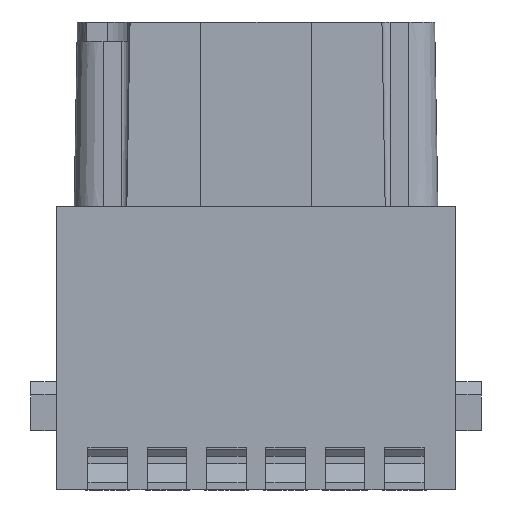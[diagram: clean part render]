
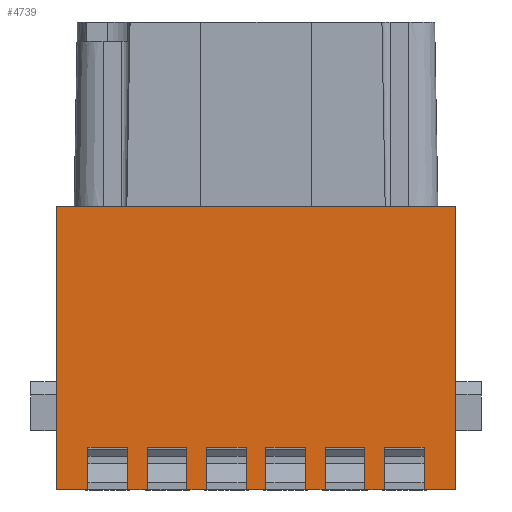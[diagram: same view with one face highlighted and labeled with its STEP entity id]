
A CAD part, left-side view. The second image highlights one B-rep face of the part: STEP entity #4739.
In plain terms, the highlighted planar face has unit normal (-1, 0, 0).
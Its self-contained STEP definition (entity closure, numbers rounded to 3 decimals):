
#3954=FACE_OUTER_BOUND('',#6454,.T.);
#4739=ADVANCED_FACE('',(#3954),#5493,.T.);
#5493=PLANE('',#22239);
#6454=EDGE_LOOP('',(#9176,#9177,#9178,#9179,#9180,#9181,#9182,#9183,#9184,
#9185,#9186,#9187,#9188,#9189,#9190,#9191,#9192,#9193,#9194,#9195,#9196,
#9197,#9198,#9199,#9200,#9201,#9202,#9203));
#9176=ORIENTED_EDGE('',*,*,#14508,.T.);
#9177=ORIENTED_EDGE('',*,*,#13549,.T.);
#9178=ORIENTED_EDGE('',*,*,#14509,.T.);
#9179=ORIENTED_EDGE('',*,*,#14494,.F.);
#9180=ORIENTED_EDGE('',*,*,#14488,.F.);
#9181=ORIENTED_EDGE('',*,*,#13681,.T.);
#9182=ORIENTED_EDGE('',*,*,#14281,.T.);
#9183=ORIENTED_EDGE('',*,*,#14277,.T.);
#9184=ORIENTED_EDGE('',*,*,#14385,.T.);
#9185=ORIENTED_EDGE('',*,*,#13659,.T.);
#9186=ORIENTED_EDGE('',*,*,#14390,.T.);
#9187=ORIENTED_EDGE('',*,*,#14386,.T.);
#9188=ORIENTED_EDGE('',*,*,#14404,.T.);
#9189=ORIENTED_EDGE('',*,*,#13637,.T.);
#9190=ORIENTED_EDGE('',*,*,#14409,.T.);
#9191=ORIENTED_EDGE('',*,*,#14405,.T.);
#9192=ORIENTED_EDGE('',*,*,#14432,.T.);
#9193=ORIENTED_EDGE('',*,*,#13615,.T.);
#9194=ORIENTED_EDGE('',*,*,#14437,.T.);
#9195=ORIENTED_EDGE('',*,*,#14433,.T.);
#9196=ORIENTED_EDGE('',*,*,#14451,.T.);
#9197=ORIENTED_EDGE('',*,*,#13593,.T.);
#9198=ORIENTED_EDGE('',*,*,#14456,.T.);
#9199=ORIENTED_EDGE('',*,*,#14452,.T.);
#9200=ORIENTED_EDGE('',*,*,#14477,.T.);
#9201=ORIENTED_EDGE('',*,*,#13571,.T.);
#9202=ORIENTED_EDGE('',*,*,#14482,.T.);
#9203=ORIENTED_EDGE('',*,*,#14478,.T.);
#11960=VERTEX_POINT('',#28771);
#11961=VERTEX_POINT('',#28773);
#11982=VERTEX_POINT('',#28815);
#11983=VERTEX_POINT('',#28817);
#12004=VERTEX_POINT('',#28859);
#12005=VERTEX_POINT('',#28861);
#12026=VERTEX_POINT('',#28903);
#12027=VERTEX_POINT('',#28905);
#12048=VERTEX_POINT('',#28947);
#12049=VERTEX_POINT('',#28949);
#12070=VERTEX_POINT('',#28991);
#12071=VERTEX_POINT('',#28993);
#12092=VERTEX_POINT('',#29035);
#12093=VERTEX_POINT('',#29037);
#12517=VERTEX_POINT('',#30632);
#12518=VERTEX_POINT('',#30633);
#12580=VERTEX_POINT('',#30894);
#12581=VERTEX_POINT('',#30895);
#12592=VERTEX_POINT('',#30931);
#12593=VERTEX_POINT('',#30932);
#12608=VERTEX_POINT('',#30985);
#12609=VERTEX_POINT('',#30986);
#12620=VERTEX_POINT('',#31022);
#12621=VERTEX_POINT('',#31023);
#12635=VERTEX_POINT('',#31072);
#12636=VERTEX_POINT('',#31073);
#12643=VERTEX_POINT('',#31092);
#12647=VERTEX_POINT('',#31103);
#13549=EDGE_CURVE('',#11961,#11960,#17515,.T.);
#13571=EDGE_CURVE('',#11983,#11982,#17534,.T.);
#13593=EDGE_CURVE('',#12005,#12004,#17553,.T.);
#13615=EDGE_CURVE('',#12027,#12026,#17572,.T.);
#13637=EDGE_CURVE('',#12049,#12048,#17591,.T.);
#13659=EDGE_CURVE('',#12071,#12070,#17610,.T.);
#13681=EDGE_CURVE('',#12093,#12092,#17629,.T.);
#14277=EDGE_CURVE('',#12517,#12518,#18004,.T.);
#14281=EDGE_CURVE('',#12092,#12517,#18008,.T.);
#14385=EDGE_CURVE('',#12518,#12071,#18070,.T.);
#14386=EDGE_CURVE('',#12580,#12581,#18071,.T.);
#14390=EDGE_CURVE('',#12070,#12580,#18075,.T.);
#14404=EDGE_CURVE('',#12581,#12049,#18086,.T.);
#14405=EDGE_CURVE('',#12592,#12593,#18087,.T.);
#14409=EDGE_CURVE('',#12048,#12592,#18091,.T.);
#14432=EDGE_CURVE('',#12593,#12027,#18106,.T.);
#14433=EDGE_CURVE('',#12608,#12609,#18107,.T.);
#14437=EDGE_CURVE('',#12026,#12608,#18111,.T.);
#14451=EDGE_CURVE('',#12609,#12005,#18122,.T.);
#14452=EDGE_CURVE('',#12620,#12621,#18123,.T.);
#14456=EDGE_CURVE('',#12004,#12620,#18127,.T.);
#14477=EDGE_CURVE('',#12621,#11983,#18142,.T.);
#14478=EDGE_CURVE('',#12635,#12636,#18143,.T.);
#14482=EDGE_CURVE('',#11982,#12635,#18147,.T.);
#14488=EDGE_CURVE('',#12093,#12643,#18153,.T.);
#14494=EDGE_CURVE('',#12643,#12647,#18159,.T.);
#14508=EDGE_CURVE('',#12636,#11961,#18173,.T.);
#14509=EDGE_CURVE('',#11960,#12647,#18174,.T.);
#17515=LINE('',#28772,#19165);
#17534=LINE('',#28816,#19184);
#17553=LINE('',#28860,#19203);
#17572=LINE('',#28904,#19222);
#17591=LINE('',#28948,#19241);
#17610=LINE('',#28992,#19260);
#17629=LINE('',#29036,#19279);
#18004=LINE('',#30631,#19654);
#18008=LINE('',#30640,#19658);
#18070=LINE('',#30891,#19720);
#18071=LINE('',#30893,#19721);
#18075=LINE('',#30902,#19725);
#18086=LINE('',#30928,#19736);
#18087=LINE('',#30930,#19737);
#18091=LINE('',#30939,#19741);
#18106=LINE('',#30982,#19756);
#18107=LINE('',#30984,#19757);
#18111=LINE('',#30993,#19761);
#18122=LINE('',#31019,#19772);
#18123=LINE('',#31021,#19773);
#18127=LINE('',#31030,#19777);
#18142=LINE('',#31069,#19792);
#18143=LINE('',#31071,#19793);
#18147=LINE('',#31080,#19797);
#18153=LINE('',#31091,#19803);
#18159=LINE('',#31102,#19809);
#18173=LINE('',#31133,#19823);
#18174=LINE('',#31135,#19824);
#19165=VECTOR('',#23455,1.);
#19184=VECTOR('',#23480,1.);
#19203=VECTOR('',#23505,1.);
#19222=VECTOR('',#23530,1.);
#19241=VECTOR('',#23555,1.);
#19260=VECTOR('',#23580,1.);
#19279=VECTOR('',#23605,1.);
#19654=VECTOR('',#24544,1.);
#19658=VECTOR('',#24550,1.);
#19720=VECTOR('',#24760,1.);
#19721=VECTOR('',#24763,1.);
#19725=VECTOR('',#24769,1.);
#19736=VECTOR('',#24794,1.);
#19737=VECTOR('',#24797,1.);
#19741=VECTOR('',#24803,1.);
#19756=VECTOR('',#24850,1.);
#19757=VECTOR('',#24853,1.);
#19761=VECTOR('',#24859,1.);
#19772=VECTOR('',#24884,1.);
#19773=VECTOR('',#24887,1.);
#19777=VECTOR('',#24893,1.);
#19792=VECTOR('',#24934,1.);
#19793=VECTOR('',#24937,1.);
#19797=VECTOR('',#24943,1.);
#19803=VECTOR('',#24951,1.);
#19809=VECTOR('',#24959,1.);
#19823=VECTOR('',#24997,1.);
#19824=VECTOR('',#25000,1.);
#22239=AXIS2_PLACEMENT_3D('',#31136,#25001,#25002);
#23455=DIRECTION('',(0.,-1.,0.));
#23480=DIRECTION('',(0.,-1.,0.));
#23505=DIRECTION('',(0.,-1.,0.));
#23530=DIRECTION('',(0.,-1.,0.));
#23555=DIRECTION('',(0.,-1.,0.));
#23580=DIRECTION('',(0.,-1.,0.));
#23605=DIRECTION('',(0.,-1.,0.));
#24544=DIRECTION('',(0.,-1.,0.));
#24550=DIRECTION('',(0.,0.,1.));
#24760=DIRECTION('',(0.,0.,-1.));
#24763=DIRECTION('',(0.,-1.,0.));
#24769=DIRECTION('',(0.,0.,1.));
#24794=DIRECTION('',(0.,0.,-1.));
#24797=DIRECTION('',(0.,-1.,0.));
#24803=DIRECTION('',(0.,0.,1.));
#24850=DIRECTION('',(0.,0.,-1.));
#24853=DIRECTION('',(0.,-1.,0.));
#24859=DIRECTION('',(0.,0.,1.));
#24884=DIRECTION('',(0.,0.,-1.));
#24887=DIRECTION('',(0.,-1.,0.));
#24893=DIRECTION('',(0.,0.,1.));
#24934=DIRECTION('',(0.,0.,-1.));
#24937=DIRECTION('',(0.,-1.,0.));
#24943=DIRECTION('',(0.,0.,1.));
#24951=DIRECTION('',(0.,0.,1.));
#24959=DIRECTION('',(0.,-1.,0.));
#24997=DIRECTION('',(0.,0.,-1.));
#25000=DIRECTION('',(0.,0.,1.));
#25001=DIRECTION('',(-1.,0.,0.));
#25002=DIRECTION('',(0.,-1.,0.));
#28771=CARTESIAN_POINT('',(-7.325,-15.15,-4.5));
#28772=CARTESIAN_POINT('',(-7.325,-12.75,-4.5));
#28773=CARTESIAN_POINT('',(-7.325,-12.75,-4.5));
#28815=CARTESIAN_POINT('',(-7.325,-9.75,-4.5));
#28816=CARTESIAN_POINT('',(-7.325,-8.25,-4.5));
#28817=CARTESIAN_POINT('',(-7.325,-8.25,-4.5));
#28859=CARTESIAN_POINT('',(-7.325,-5.25,-4.5));
#28860=CARTESIAN_POINT('',(-7.325,-3.75,-4.5));
#28861=CARTESIAN_POINT('',(-7.325,-3.75,-4.5));
#28903=CARTESIAN_POINT('',(-7.325,-0.75,-4.5));
#28904=CARTESIAN_POINT('',(-7.325,0.75,-4.5));
#28905=CARTESIAN_POINT('',(-7.325,0.75,-4.5));
#28947=CARTESIAN_POINT('',(-7.325,3.75,-4.5));
#28948=CARTESIAN_POINT('',(-7.325,5.25,-4.5));
#28949=CARTESIAN_POINT('',(-7.325,5.25,-4.5));
#28991=CARTESIAN_POINT('',(-7.325,8.25,-4.5));
#28992=CARTESIAN_POINT('',(-7.325,9.75,-4.5));
#28993=CARTESIAN_POINT('',(-7.325,9.75,-4.5));
#29035=CARTESIAN_POINT('',(-7.325,12.75,-4.5));
#29036=CARTESIAN_POINT('',(-7.325,15.15,-4.5));
#29037=CARTESIAN_POINT('',(-7.325,15.15,-4.5));
#30631=CARTESIAN_POINT('',(-7.325,12.75,-1.25));
#30632=CARTESIAN_POINT('',(-7.325,12.75,-1.25));
#30633=CARTESIAN_POINT('',(-7.325,9.75,-1.25));
#30640=CARTESIAN_POINT('',(-7.325,12.75,-4.5));
#30891=CARTESIAN_POINT('',(-7.325,9.75,-1.25));
#30893=CARTESIAN_POINT('',(-7.325,8.25,-1.25));
#30894=CARTESIAN_POINT('',(-7.325,8.25,-1.25));
#30895=CARTESIAN_POINT('',(-7.325,5.25,-1.25));
#30902=CARTESIAN_POINT('',(-7.325,8.25,-4.5));
#30928=CARTESIAN_POINT('',(-7.325,5.25,-1.25));
#30930=CARTESIAN_POINT('',(-7.325,3.75,-1.25));
#30931=CARTESIAN_POINT('',(-7.325,3.75,-1.25));
#30932=CARTESIAN_POINT('',(-7.325,0.75,-1.25));
#30939=CARTESIAN_POINT('',(-7.325,3.75,-4.5));
#30982=CARTESIAN_POINT('',(-7.325,0.75,-1.25));
#30984=CARTESIAN_POINT('',(-7.325,-0.75,-1.25));
#30985=CARTESIAN_POINT('',(-7.325,-0.75,-1.25));
#30986=CARTESIAN_POINT('',(-7.325,-3.75,-1.25));
#30993=CARTESIAN_POINT('',(-7.325,-0.75,-4.5));
#31019=CARTESIAN_POINT('',(-7.325,-3.75,-1.25));
#31021=CARTESIAN_POINT('',(-7.325,-5.25,-1.25));
#31022=CARTESIAN_POINT('',(-7.325,-5.25,-1.25));
#31023=CARTESIAN_POINT('',(-7.325,-8.25,-1.25));
#31030=CARTESIAN_POINT('',(-7.325,-5.25,-4.5));
#31069=CARTESIAN_POINT('',(-7.325,-8.25,-1.25));
#31071=CARTESIAN_POINT('',(-7.325,-9.75,-1.25));
#31072=CARTESIAN_POINT('',(-7.325,-9.75,-1.25));
#31073=CARTESIAN_POINT('',(-7.325,-12.75,-1.25));
#31080=CARTESIAN_POINT('',(-7.325,-9.75,-4.5));
#31091=CARTESIAN_POINT('',(-7.325,15.15,-4.5));
#31092=CARTESIAN_POINT('',(-7.325,15.15,17.));
#31102=CARTESIAN_POINT('',(-7.325,15.15,17.));
#31103=CARTESIAN_POINT('',(-7.325,-15.15,17.));
#31133=CARTESIAN_POINT('',(-7.325,-12.75,-1.25));
#31135=CARTESIAN_POINT('',(-7.325,-15.15,-4.5));
#31136=CARTESIAN_POINT('',(-7.325,15.25,-4.6));
